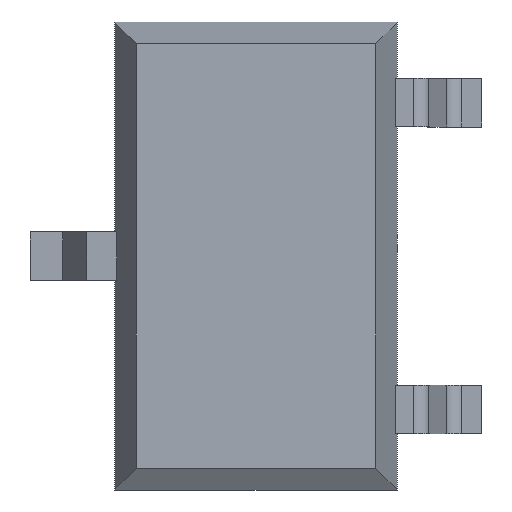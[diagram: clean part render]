
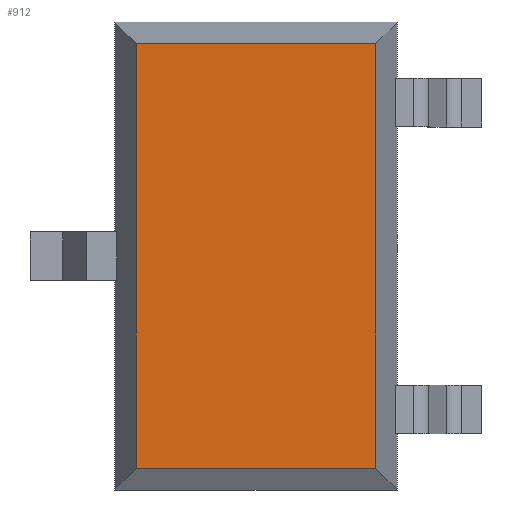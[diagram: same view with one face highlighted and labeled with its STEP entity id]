
A CAD part, top view. The second image highlights one B-rep face of the part: STEP entity #912.
In plain terms, the highlighted planar face has unit normal (0, 0, 1).
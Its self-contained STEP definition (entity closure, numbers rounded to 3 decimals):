
#92=FACE_OUTER_BOUND('',#143,.T.);
#143=EDGE_LOOP('',(#637,#638,#639,#640));
#193=LINE('',#1306,#302);
#198=LINE('',#1316,#307);
#205=LINE('',#1329,#314);
#206=LINE('',#1330,#315);
#302=VECTOR('',#1058,10.);
#307=VECTOR('',#1065,10.);
#314=VECTOR('',#1080,10.);
#315=VECTOR('',#1081,10.);
#410=VERTEX_POINT('',#1303);
#411=VERTEX_POINT('',#1305);
#412=VERTEX_POINT('',#1309);
#415=VERTEX_POINT('',#1314);
#493=EDGE_CURVE('',#410,#411,#193,.T.);
#498=EDGE_CURVE('',#415,#412,#198,.T.);
#505=EDGE_CURVE('',#411,#415,#205,.T.);
#506=EDGE_CURVE('',#412,#410,#206,.T.);
#637=ORIENTED_EDGE('',*,*,#498,.F.);
#638=ORIENTED_EDGE('',*,*,#505,.F.);
#639=ORIENTED_EDGE('',*,*,#493,.F.);
#640=ORIENTED_EDGE('',*,*,#506,.F.);
#869=PLANE('',#986);
#912=ADVANCED_FACE('',(#92),#869,.T.);
#986=AXIS2_PLACEMENT_3D('',#1328,#1078,#1079);
#1058=DIRECTION('',(-1.,0.,0.));
#1065=DIRECTION('',(1.,0.,0.));
#1078=DIRECTION('center_axis',(0.,0.,1.));
#1079=DIRECTION('ref_axis',(1.,0.,0.));
#1080=DIRECTION('',(0.,1.,0.));
#1081=DIRECTION('',(0.,-1.,0.));
#1303=CARTESIAN_POINT('',(0.741,-1.316,1.1));
#1305=CARTESIAN_POINT('',(-0.741,-1.316,1.1));
#1306=CARTESIAN_POINT('',(0.,-1.316,1.1));
#1309=CARTESIAN_POINT('',(0.741,1.316,1.1));
#1314=CARTESIAN_POINT('',(-0.741,1.316,1.1));
#1316=CARTESIAN_POINT('',(0.,1.316,1.1));
#1328=CARTESIAN_POINT('Origin',(0.,0.,1.1));
#1329=CARTESIAN_POINT('',(-0.741,0.725,1.1));
#1330=CARTESIAN_POINT('',(0.741,0.725,1.1));
